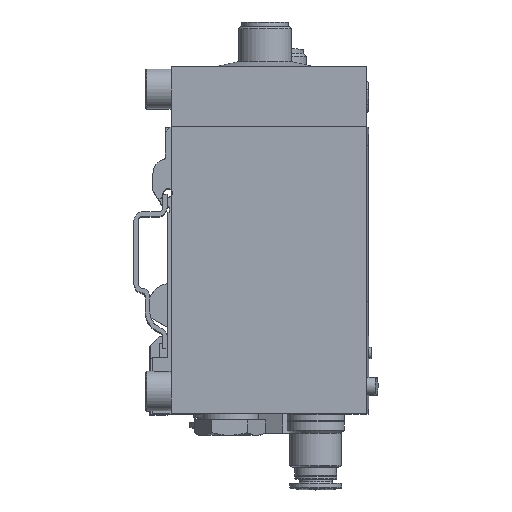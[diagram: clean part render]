
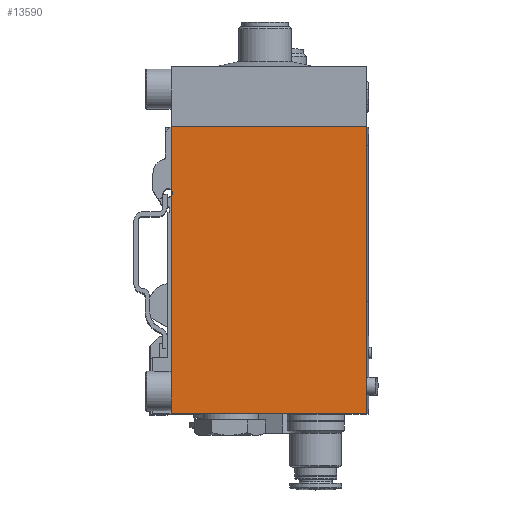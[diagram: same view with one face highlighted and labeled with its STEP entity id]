
A CAD part, top view. The second image highlights one B-rep face of the part: STEP entity #13590.
In plain terms, the highlighted face is planar.
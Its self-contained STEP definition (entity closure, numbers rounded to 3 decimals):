
#190=B_SPLINE_CURVE_WITH_KNOTS('',3,(#19122,#19123,#19124,#19125),
 .UNSPECIFIED.,.F.,.F.,(4,4),(0.,1.),.UNSPECIFIED.);
#329=CIRCLE('',#14294,1.);
#1347=ORIENTED_EDGE('',*,*,#4084,.F.);
#1348=ORIENTED_EDGE('',*,*,#3972,.F.);
#1349=ORIENTED_EDGE('',*,*,#4085,.F.);
#1350=ORIENTED_EDGE('',*,*,#4086,.F.);
#1351=ORIENTED_EDGE('',*,*,#4087,.F.);
#1352=ORIENTED_EDGE('',*,*,#3960,.T.);
#3960=EDGE_CURVE('',#5334,#5333,#329,.T.);
#3972=EDGE_CURVE('',#5343,#5344,#6345,.T.);
#4084=EDGE_CURVE('',#5344,#5333,#6436,.T.);
#4085=EDGE_CURVE('',#5417,#5343,#6437,.T.);
#4086=EDGE_CURVE('',#5418,#5417,#190,.F.);
#4087=EDGE_CURVE('',#5334,#5418,#6438,.T.);
#5333=VERTEX_POINT('',#18882);
#5334=VERTEX_POINT('',#18884);
#5343=VERTEX_POINT('',#18905);
#5344=VERTEX_POINT('',#18907);
#5417=VERTEX_POINT('',#19121);
#5418=VERTEX_POINT('',#19126);
#6345=LINE('',#18906,#7221);
#6436=LINE('',#19119,#7312);
#6437=LINE('',#19120,#7313);
#6438=LINE('',#19127,#7314);
#7221=VECTOR('',#15706,1000.);
#7312=VECTOR('',#15887,1000.);
#7313=VECTOR('',#15888,1000.);
#7314=VECTOR('',#15889,1000.);
#8010=EDGE_LOOP('',(#1347,#1348,#1349,#1350,#1351,#1352));
#8912=FACE_BOUND('',#8010,.T.);
#9779=PLANE('',#14345);
#13590=ADVANCED_FACE('',(#8912),#9779,.F.);
#14294=AXIS2_PLACEMENT_3D('',#18883,#15686,#15687);
#14345=AXIS2_PLACEMENT_3D('',#19118,#15885,#15886);
#15686=DIRECTION('',(1.,0.,0.));
#15687=DIRECTION('',(0.,0.,-1.));
#15706=DIRECTION('',(0.,0.,-1.));
#15885=DIRECTION('',(1.,0.,0.));
#15886=DIRECTION('',(0.,0.,-1.));
#15887=DIRECTION('',(0.,1.,0.));
#15888=DIRECTION('',(0.,-1.,0.));
#15889=DIRECTION('',(0.,1.,0.));
#18882=CARTESIAN_POINT('',(-47.5,9.936,-43.));
#18883=CARTESIAN_POINT('',(-47.5,10.65,-43.7));
#18884=CARTESIAN_POINT('',(-47.5,11.364,-43.));
#18905=CARTESIAN_POINT('',(-47.5,-39.25,1.3));
#18906=CARTESIAN_POINT('',(-47.5,-39.25,1.3));
#18907=CARTESIAN_POINT('',(-47.5,-39.25,-43.));
#19118=CARTESIAN_POINT('',(-47.5,10.65,-43.7));
#19119=CARTESIAN_POINT('',(-47.5,10.65,-43.));
#19120=CARTESIAN_POINT('',(-47.5,25.75,1.3));
#19121=CARTESIAN_POINT('',(-47.5,25.75,1.3));
#19122=CARTESIAN_POINT('',(-47.5,25.75,1.3));
#19123=CARTESIAN_POINT('',(-47.5,25.75,-13.467));
#19124=CARTESIAN_POINT('',(-47.5,25.75,-28.233));
#19125=CARTESIAN_POINT('',(-47.5,25.75,-43.));
#19126=CARTESIAN_POINT('',(-47.5,25.75,-43.));
#19127=CARTESIAN_POINT('',(-47.5,10.65,-43.));
